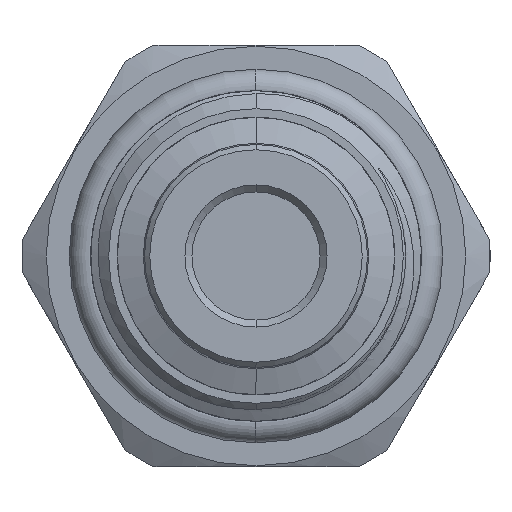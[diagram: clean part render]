
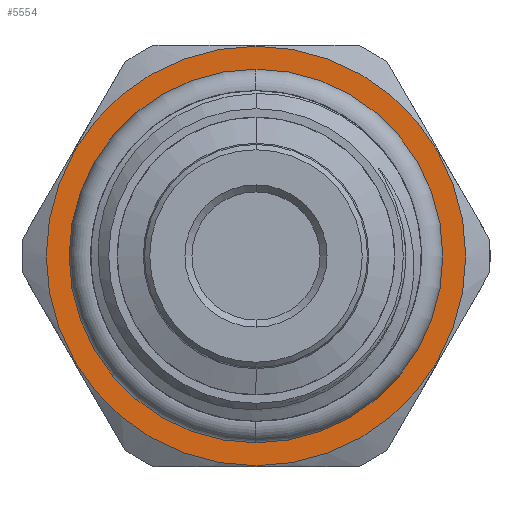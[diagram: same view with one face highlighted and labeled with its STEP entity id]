
A CAD part, left-side view. The second image highlights one B-rep face of the part: STEP entity #5554.
In plain terms, the highlighted planar face has unit normal (-1, 0, 0).
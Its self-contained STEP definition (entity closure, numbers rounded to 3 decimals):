
#144 = EDGE_CURVE ( 'NONE', #18590, #18589, #15669, .T. ) ;
#300 = EDGE_CURVE ( 'NONE', #18562, #18564, #15790, .T. ) ;
#327 = EDGE_CURVE ( 'NONE', #18589, #18590, #15803, .T. ) ;
#521 = CARTESIAN_POINT ( 'NONE',  ( -3.365, 0., -8.895 ) ) ;
#525 = CARTESIAN_POINT ( 'NONE',  ( -3.365, 0., 8.895 ) ) ;
#569 = CARTESIAN_POINT ( 'NONE',  ( -3.365, 0., -11.95 ) ) ;
#570 = CARTESIAN_POINT ( 'NONE',  ( -3.365, 0., 11.95 ) ) ;
#661 = AXIS2_PLACEMENT_3D ( 'NONE', #14965, #14966, #14967 ) ;
#833 = AXIS2_PLACEMENT_3D ( 'NONE', #16622, #16623, #16624 ) ;
#857 = ORIENTED_EDGE ( 'NONE', *, *, #144, .T. ) ;
#1016 = ORIENTED_EDGE ( 'NONE', *, *, #327, .T. ) ;
#1115 = ORIENTED_EDGE ( 'NONE', *, *, #10744, .T. ) ;
#1168 = ORIENTED_EDGE ( 'NONE', *, *, #300, .T. ) ;
#4957 = CARTESIAN_POINT ( 'NONE',  ( -3.365, 0., 0. ) ) ;
#4958 = DIRECTION ( 'NONE',  ( 1., 0., 0. ) ) ;
#4959 = DIRECTION ( 'NONE',  ( 0., 0., 1. ) ) ;
#5411 = CIRCLE ( 'NONE', #5482, 8.895 ) ;
#5482 = AXIS2_PLACEMENT_3D ( 'NONE', #4957, #4958, #4959 ) ;
#5554 = ADVANCED_FACE ( 'NONE', ( #15992, #15996 ), #18005, .T. ) ;
#10744 = EDGE_CURVE ( 'NONE', #18564, #18562, #5411, .T. ) ;
#14965 = CARTESIAN_POINT ( 'NONE',  ( -3.365, 0., 0. ) ) ;
#14966 = DIRECTION ( 'NONE',  ( -1., 0., 0. ) ) ;
#14967 = DIRECTION ( 'NONE',  ( 0., 0., 1. ) ) ;
#15669 = CIRCLE ( 'NONE', #661, 11.95 ) ;
#15790 = CIRCLE ( 'NONE', #833, 8.895 ) ;
#15803 = CIRCLE ( 'NONE', #17200, 11.95 ) ;
#15992 = FACE_BOUND ( 'NONE', #18217, .T. ) ;
#15996 = FACE_OUTER_BOUND ( 'NONE', #18270, .T. ) ;
#16622 = CARTESIAN_POINT ( 'NONE',  ( -3.365, 0., 0. ) ) ;
#16623 = DIRECTION ( 'NONE',  ( 1., 0., 0. ) ) ;
#16624 = DIRECTION ( 'NONE',  ( 0., 0., 1. ) ) ;
#16901 = CARTESIAN_POINT ( 'NONE',  ( -3.365, 0., 0. ) ) ;
#16902 = DIRECTION ( 'NONE',  ( -1., 0., 0. ) ) ;
#16903 = DIRECTION ( 'NONE',  ( 0., 0., 1. ) ) ;
#17200 = AXIS2_PLACEMENT_3D ( 'NONE', #16901, #16902, #16903 ) ;
#17283 = AXIS2_PLACEMENT_3D ( 'NONE', #18002, #18007, #18008 ) ;
#18002 = CARTESIAN_POINT ( 'NONE',  ( -3.365, 11.95, 0. ) ) ;
#18005 = PLANE ( 'NONE',  #17283 ) ;
#18007 = DIRECTION ( 'NONE',  ( -1., 0., 0. ) ) ;
#18008 = DIRECTION ( 'NONE',  ( 0., 0., 1. ) ) ;
#18217 = EDGE_LOOP ( 'NONE', ( #1115, #1168 ) ) ;
#18270 = EDGE_LOOP ( 'NONE', ( #857, #1016 ) ) ;
#18562 = VERTEX_POINT ( 'NONE', #521 ) ;
#18564 = VERTEX_POINT ( 'NONE', #525 ) ;
#18589 = VERTEX_POINT ( 'NONE', #569 ) ;
#18590 = VERTEX_POINT ( 'NONE', #570 ) ;
